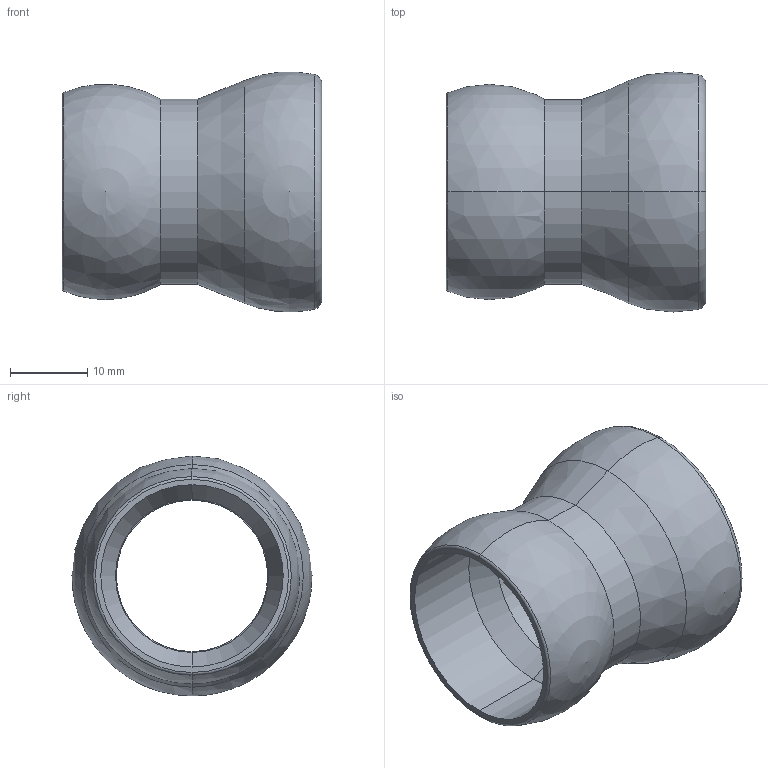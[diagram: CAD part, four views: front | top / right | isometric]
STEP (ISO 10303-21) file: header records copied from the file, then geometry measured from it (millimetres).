
FILE_DESCRIPTION (( 'STEP AP203' ), '1' );
FILE_NAME ('3-4 Element.STEP', '2005-02-04T21:25:00', ( 'mark lockwood' ), ( 'lockwood products inc.' ), 'SwSTEP 2.0', 'SolidWorks 2004146', '' );
FILE_SCHEMA (( 'CONFIG_CONTROL_DESIGN' ));
Length unit declared in the file: inch
Products named in the file (1): 3-4 Element
Bounding box: 33.66 x 31.09 x 31.06 mm (x, y, z)
Volume: 4989.9 mm3; surface area: 5784.5 mm2
Topology: 1 solids, 1 shells, 27 faces, 69 edges, 39 vertices
Faces by surface type: cylinder 8, cone 6, sphere 6, torus 4, plane 3
Entity records: 787 total; most frequent: DIRECTION 150, CARTESIAN_POINT 112, ORIENTED_EDGE 108, AXIS2_PLACEMENT_3D 68, EDGE_CURVE 54, CIRCLE 40, VERTEX_POINT 30, EDGE_LOOP 30
